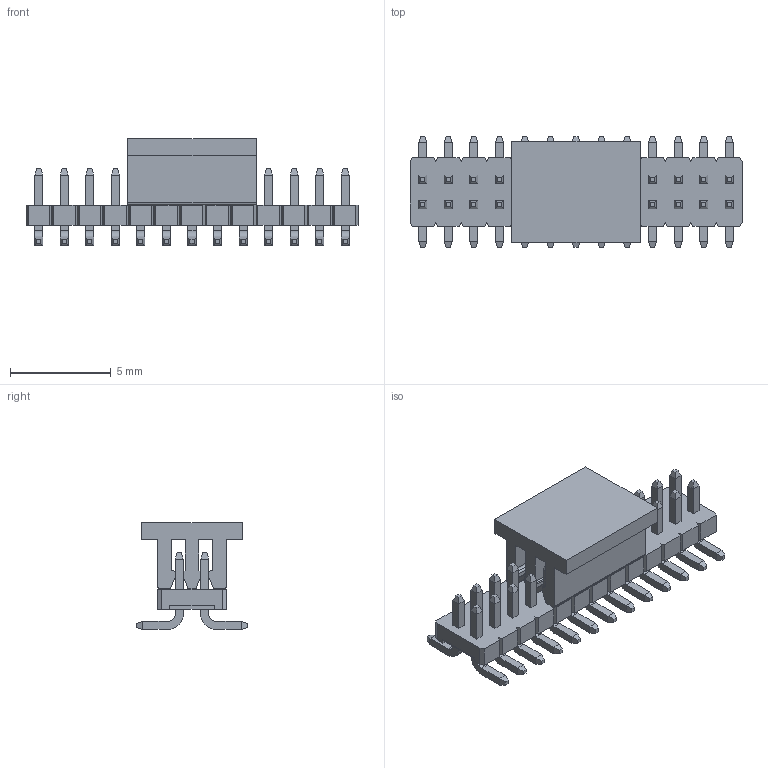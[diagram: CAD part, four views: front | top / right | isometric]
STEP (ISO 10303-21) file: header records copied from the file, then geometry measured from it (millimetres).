
FILE_DESCRIPTION(/* description */ ('Unknown'),/* implementation_level */ '2;1');
FILE_NAME(/* name */ '623326235521',/* time_stamp */ '2017-03-29T14:14:48+02:00',/* author */ ('Unknown'),/* organization */ ('Unknown'),/* preprocessor_version */ 'ST-DEVELOPER v16.7',/* originating_system */ 'DEX',/* authorisation */ $);
FILE_SCHEMA (('AUTOMOTIVE_DESIGN {1 0 10303 214 3 1 1}'));
Length unit declared in the file: millimetre
Products named in the file (4): 6233xx235521; 623326235521_Housing; 6233xx235521_PIN; 6233xx235521_Cap2
Assembly tree (28 placements, depth 2):
  6233xx235521
    623326235521_Housing
    6233xx235521_PIN  x26
    6233xx235521_Cap2
Bounding box: 16.51 x 5.5 x 5.31 mm (x, y, z)
Volume: 131.7 mm3; surface area: 614.3 mm2
Topology: 28 solids, 28 shells, 766 faces, 1886 edges, 1188 vertices
Faces by surface type: plane 698, cylinder 68
Entity records: 10389 total; most frequent: CARTESIAN_POINT 1819, ORIENTED_EDGE 1772, DIRECTION 1612, EDGE_CURVE 886, LINE 850, VECTOR 850, VERTEX_POINT 588, AXIS2_PLACEMENT_3D 381
